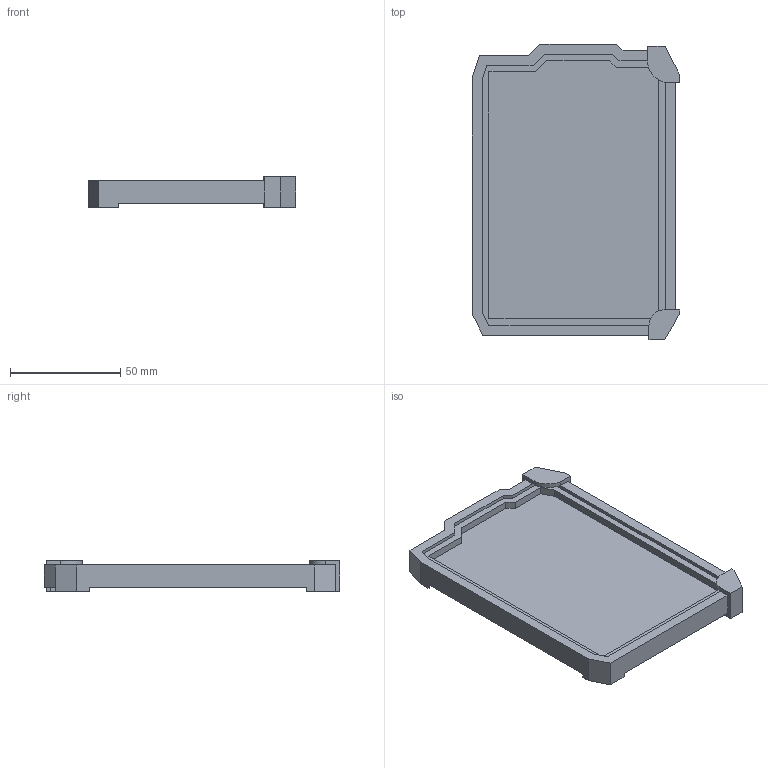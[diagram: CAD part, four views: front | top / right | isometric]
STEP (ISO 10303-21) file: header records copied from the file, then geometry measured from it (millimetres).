
FILE_DESCRIPTION(/* description */ ('STEP AP242','CAx-IF Rec.Pracs.---Representation and Presentation of Product Manufacturing Information (PMI)---4.0---2014-10-13','CAx-IF Rec.Pracs.---3D Tessellated Geometry---0.4---2014-09-14','2;1'),/* implementation_level */ '2;1');
FILE_NAME(/* name */ '670b4488c43c8611dfb994b6',/* time_stamp */ '2024-10-13T03:54:48Z',/* author */ (''),/* organization */ (''),/* preprocessor_version */ 'ST-DEVELOPER v20',/* originating_system */ ' ',/* authorisation */ ' ');
FILE_SCHEMA (('AP242_MANAGED_MODEL_BASED_3D_ENGINEERING_MIM_LF { 1 0 10303 442 1 1 4 }'));
Length unit declared in the file: metre
Products named in the file (3): Part 2; Part 3; Part 4
Bounding box: 94 x 134 x 14 mm (x, y, z)
Volume: 74856.7 mm3; surface area: 32432.6 mm2
Topology: 3 solids, 3 shells, 69 faces, 181 edges, 120 vertices
Faces by surface type: plane 63, cylinder 6
Entity records: 2163 total; most frequent: CARTESIAN_POINT 373, ORIENTED_EDGE 362, DIRECTION 337, EDGE_CURVE 181, LINE 169, VECTOR 169, VERTEX_POINT 120, AXIS2_PLACEMENT_3D 84
